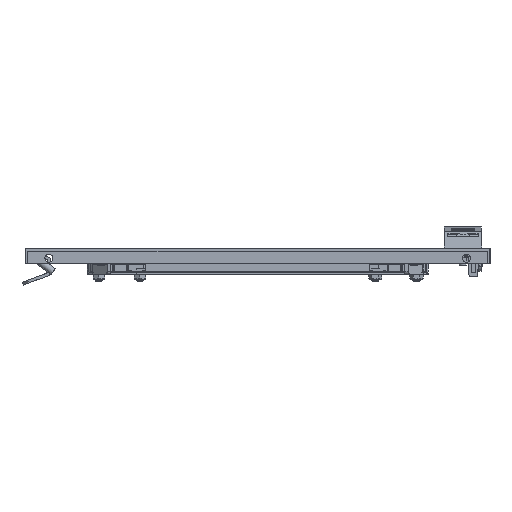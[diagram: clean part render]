
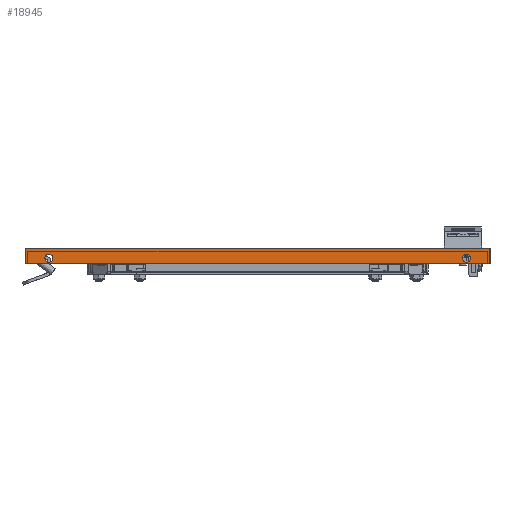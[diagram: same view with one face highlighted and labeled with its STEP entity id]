
A CAD part, front view. The second image highlights one B-rep face of the part: STEP entity #18945.
In plain terms, the highlighted planar face has unit normal (0, -1, 0).
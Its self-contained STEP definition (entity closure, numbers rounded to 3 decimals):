
#3307 = CIRCLE ( 'NONE', #103620, 3.5 ) ;
#4330 = VERTEX_POINT ( 'NONE', #63810 ) ;
#8680 = DIRECTION ( 'NONE',  ( -1., 0., 0. ) ) ;
#9040 = VERTEX_POINT ( 'NONE', #22462 ) ;
#13641 = CARTESIAN_POINT ( 'NONE',  ( 177.5, -1095., 5. ) ) ;
#15369 = DIRECTION ( 'NONE',  ( 0., 0., -1. ) ) ;
#18945 = ADVANCED_FACE ( 'NONE', ( #128656, #77116, #47575 ), #167944, .F. ) ;
#22462 = CARTESIAN_POINT ( 'NONE',  ( 197.5, -1095., 0. ) ) ;
#24898 = CARTESIAN_POINT ( 'NONE',  ( 197.5, -1095., 13. ) ) ;
#24957 = DIRECTION ( 'NONE',  ( 0., 1., 0. ) ) ;
#25184 = CARTESIAN_POINT ( 'NONE',  ( -177.5, -1095., 5. ) ) ;
#25517 = DIRECTION ( 'NONE',  ( 0., 0., 1. ) ) ;
#26013 = DIRECTION ( 'NONE',  ( 0., 0., -1. ) ) ;
#28048 = AXIS2_PLACEMENT_3D ( 'NONE', #13641, #66769, #15369 ) ;
#28239 = CIRCLE ( 'NONE', #81139, 3.5 ) ;
#31708 = VERTEX_POINT ( 'NONE', #24898 ) ;
#33869 = ORIENTED_EDGE ( 'NONE', *, *, #155790, .F. ) ;
#36476 = DIRECTION ( 'NONE',  ( 0., -1., 0. ) ) ;
#36603 = VERTEX_POINT ( 'NONE', #145041 ) ;
#39040 = VECTOR ( 'NONE', #69453, 1000. ) ;
#43239 = DIRECTION ( 'NONE',  ( 0., 0., -1. ) ) ;
#47575 = FACE_BOUND ( 'NONE', #103554, .T. ) ;
#48610 = DIRECTION ( 'NONE',  ( 0., -1., 0. ) ) ;
#50067 = AXIS2_PLACEMENT_3D ( 'NONE', #101803, #48610, #88687 ) ;
#51474 = ORIENTED_EDGE ( 'NONE', *, *, #129464, .T. ) ;
#56962 = VERTEX_POINT ( 'NONE', #97706 ) ;
#63810 = CARTESIAN_POINT ( 'NONE',  ( -177.5, -1095., 8.5 ) ) ;
#63871 = EDGE_CURVE ( 'NONE', #4330, #36603, #28239, .T. ) ;
#66769 = DIRECTION ( 'NONE',  ( 0., -1., 0. ) ) ;
#69453 = DIRECTION ( 'NONE',  ( 0., 0., -1. ) ) ;
#71447 = CARTESIAN_POINT ( 'NONE',  ( 0., -1095., 13. ) ) ;
#71457 = CARTESIAN_POINT ( 'NONE',  ( 177.5, -1095., 1.5 ) ) ;
#72508 = CIRCLE ( 'NONE', #28048, 3.5 ) ;
#74290 = DIRECTION ( 'NONE',  ( 1., 0., 0. ) ) ;
#74878 = LINE ( 'NONE', #71447, #118121 ) ;
#75142 = CARTESIAN_POINT ( 'NONE',  ( 0., -1095., 0. ) ) ;
#75162 = EDGE_LOOP ( 'NONE', ( #124960, #133967, #101948, #51474 ) ) ;
#76237 = EDGE_CURVE ( 'NONE', #118240, #9040, #139796, .T. ) ;
#77116 = FACE_BOUND ( 'NONE', #158286, .T. ) ;
#78330 = AXIS2_PLACEMENT_3D ( 'NONE', #90218, #24957, #168818 ) ;
#79943 = LINE ( 'NONE', #81639, #39040 ) ;
#81139 = AXIS2_PLACEMENT_3D ( 'NONE', #25184, #36476, #26013 ) ;
#81639 = CARTESIAN_POINT ( 'NONE',  ( -197.5, -1095., 13. ) ) ;
#82962 = EDGE_CURVE ( 'NONE', #160246, #56962, #72508, .T. ) ;
#83471 = CIRCLE ( 'NONE', #50067, 3.5 ) ;
#87249 = VECTOR ( 'NONE', #74290, 1000. ) ;
#88687 = DIRECTION ( 'NONE',  ( 0., 0., -1. ) ) ;
#89430 = ORIENTED_EDGE ( 'NONE', *, *, #82962, .F. ) ;
#90218 = CARTESIAN_POINT ( 'NONE',  ( 0., -1095., 13. ) ) ;
#91639 = LINE ( 'NONE', #144905, #110549 ) ;
#94082 = VERTEX_POINT ( 'NONE', #145509 ) ;
#97706 = CARTESIAN_POINT ( 'NONE',  ( 177.5, -1095., 8.5 ) ) ;
#101803 = CARTESIAN_POINT ( 'NONE',  ( -177.5, -1095., 5. ) ) ;
#101948 = ORIENTED_EDGE ( 'NONE', *, *, #76237, .T. ) ;
#103554 = EDGE_LOOP ( 'NONE', ( #170624, #135924 ) ) ;
#103620 = AXIS2_PLACEMENT_3D ( 'NONE', #120025, #121672, #43239 ) ;
#104518 = EDGE_CURVE ( 'NONE', #94082, #118240, #79943, .T. ) ;
#110549 = VECTOR ( 'NONE', #25517, 1000. ) ;
#118121 = VECTOR ( 'NONE', #8680, 1000. ) ;
#118240 = VERTEX_POINT ( 'NONE', #119459 ) ;
#119459 = CARTESIAN_POINT ( 'NONE',  ( -197.5, -1095., 0. ) ) ;
#120025 = CARTESIAN_POINT ( 'NONE',  ( 177.5, -1095., 5. ) ) ;
#121672 = DIRECTION ( 'NONE',  ( 0., -1., 0. ) ) ;
#124960 = ORIENTED_EDGE ( 'NONE', *, *, #156530, .T. ) ;
#128656 = FACE_OUTER_BOUND ( 'NONE', #75162, .T. ) ;
#129464 = EDGE_CURVE ( 'NONE', #9040, #31708, #91639, .T. ) ;
#130764 = EDGE_CURVE ( 'NONE', #36603, #4330, #83471, .T. ) ;
#133967 = ORIENTED_EDGE ( 'NONE', *, *, #104518, .T. ) ;
#135924 = ORIENTED_EDGE ( 'NONE', *, *, #63871, .F. ) ;
#139796 = LINE ( 'NONE', #75142, #87249 ) ;
#144905 = CARTESIAN_POINT ( 'NONE',  ( 197.5, -1095., 0. ) ) ;
#145041 = CARTESIAN_POINT ( 'NONE',  ( -177.5, -1095., 1.5 ) ) ;
#145509 = CARTESIAN_POINT ( 'NONE',  ( -197.5, -1095., 13. ) ) ;
#155790 = EDGE_CURVE ( 'NONE', #56962, #160246, #3307, .T. ) ;
#156530 = EDGE_CURVE ( 'NONE', #31708, #94082, #74878, .T. ) ;
#158286 = EDGE_LOOP ( 'NONE', ( #89430, #33869 ) ) ;
#160246 = VERTEX_POINT ( 'NONE', #71457 ) ;
#167944 = PLANE ( 'NONE',  #78330 ) ;
#168818 = DIRECTION ( 'NONE',  ( 0., 0., 1. ) ) ;
#170624 = ORIENTED_EDGE ( 'NONE', *, *, #130764, .F. ) ;
